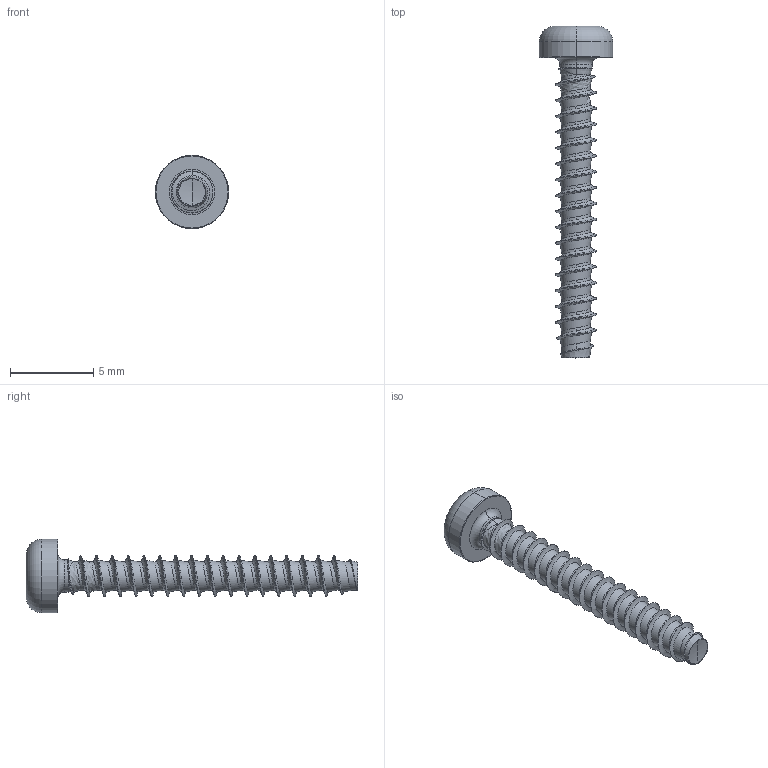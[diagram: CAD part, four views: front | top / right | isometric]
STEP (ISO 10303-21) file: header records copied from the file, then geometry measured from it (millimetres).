
FILE_DESCRIPTION (( 'STEP AP203' ), '1' );
FILE_NAME ('STP390250180.STEP', '2017-08-15T19:21:09', ( '' ), ( '' ), 'SwSTEP 2.0', 'SolidWorks 2015', '' );
FILE_SCHEMA (( 'CONFIG_CONTROL_DESIGN' ));
Length unit declared in the file: millimetre
Products named in the file (1): STP390250180
Bounding box: 4.4 x 19.9 x 4.4 mm (x, y, z)
Volume: 72.4 mm3; surface area: 220.3 mm2
Topology: 1 solids, 1 shells, 117 faces, 300 edges, 185 vertices
Faces by surface type: cylinder 61, bspline 35, cone 11, torus 6, sphere 2, plane 2
Entity records: 21878 total; most frequent: CARTESIAN_POINT 19434, ORIENTED_EDGE 596, DIRECTION 358, EDGE_CURVE 298, VERTEX_POINT 185, AXIS2_PLACEMENT_3D 141, B_SPLINE_CURVE_WITH_KNOTS 128, EDGE_LOOP 119
